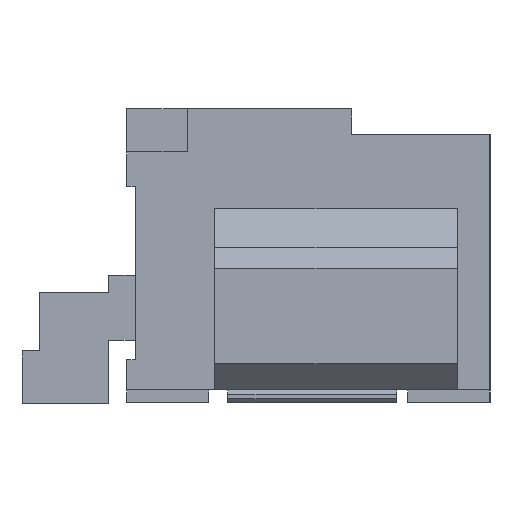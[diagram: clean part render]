
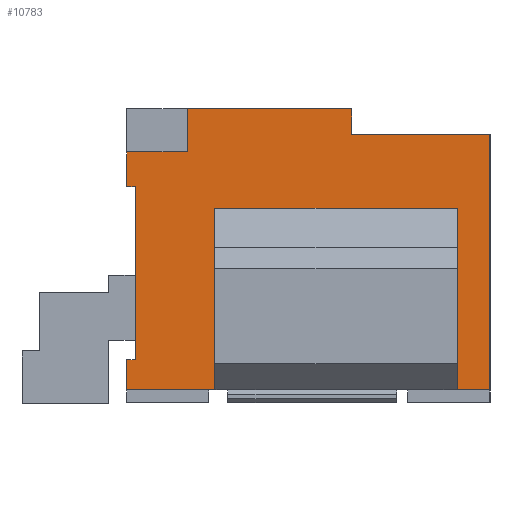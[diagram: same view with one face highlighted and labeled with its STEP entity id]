
A CAD part, left-side view. The second image highlights one B-rep face of the part: STEP entity #10783.
In plain terms, the highlighted planar face has unit normal (-1, 0, 0).
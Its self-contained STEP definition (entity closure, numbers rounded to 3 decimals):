
#1658=ORIENTED_EDGE('',*,*,#2715,.F.);
#1659=ORIENTED_EDGE('',*,*,#3047,.T.);
#1660=ORIENTED_EDGE('',*,*,#3030,.F.);
#1661=ORIENTED_EDGE('',*,*,#3015,.F.);
#1662=ORIENTED_EDGE('',*,*,#2984,.T.);
#1663=ORIENTED_EDGE('',*,*,#2965,.F.);
#1664=ORIENTED_EDGE('',*,*,#2961,.T.);
#1665=ORIENTED_EDGE('',*,*,#2987,.T.);
#1666=ORIENTED_EDGE('',*,*,#2800,.F.);
#1667=ORIENTED_EDGE('',*,*,#2988,.F.);
#1668=ORIENTED_EDGE('',*,*,#2804,.F.);
#1669=ORIENTED_EDGE('',*,*,#3151,.T.);
#1670=ORIENTED_EDGE('',*,*,#2722,.F.);
#1671=ORIENTED_EDGE('',*,*,#3006,.T.);
#1672=ORIENTED_EDGE('',*,*,#3004,.T.);
#1673=ORIENTED_EDGE('',*,*,#2767,.T.);
#2715=EDGE_CURVE('',#3697,#3698,#4575,.T.);
#2722=EDGE_CURVE('',#3704,#3705,#4582,.T.);
#2767=EDGE_CURVE('',#3743,#3698,#4627,.T.);
#2800=EDGE_CURVE('',#3763,#3764,#4660,.T.);
#2804=EDGE_CURVE('',#3767,#3768,#4664,.T.);
#2961=EDGE_CURVE('',#3884,#3883,#4821,.T.);
#2965=EDGE_CURVE('',#3884,#3887,#4825,.T.);
#2984=EDGE_CURVE('',#3888,#3887,#4844,.T.);
#2987=EDGE_CURVE('',#3883,#3764,#4847,.T.);
#2988=EDGE_CURVE('',#3768,#3763,#4848,.T.);
#3004=EDGE_CURVE('',#3897,#3743,#4864,.T.);
#3006=EDGE_CURVE('',#3704,#3897,#4866,.T.);
#3015=EDGE_CURVE('',#3888,#3903,#4875,.T.);
#3030=EDGE_CURVE('',#3903,#3913,#4890,.T.);
#3047=EDGE_CURVE('',#3697,#3913,#4907,.T.);
#3151=EDGE_CURVE('',#3767,#3705,#5011,.T.);
#3697=VERTEX_POINT('',#14183);
#3698=VERTEX_POINT('',#14185);
#3704=VERTEX_POINT('',#14197);
#3705=VERTEX_POINT('',#14199);
#3743=VERTEX_POINT('',#14292);
#3763=VERTEX_POINT('',#14357);
#3764=VERTEX_POINT('',#14358);
#3767=VERTEX_POINT('',#14366);
#3768=VERTEX_POINT('',#14367);
#3883=VERTEX_POINT('',#14694);
#3884=VERTEX_POINT('',#14696);
#3887=VERTEX_POINT('',#14704);
#3888=VERTEX_POINT('',#14708);
#3897=VERTEX_POINT('',#14760);
#3903=VERTEX_POINT('',#14784);
#3913=VERTEX_POINT('',#14814);
#4575=LINE('',#14184,#5695);
#4582=LINE('',#14198,#5702);
#4627=LINE('',#14291,#5747);
#4660=LINE('',#14356,#5780);
#4664=LINE('',#14365,#5784);
#4821=LINE('',#14695,#5941);
#4825=LINE('',#14703,#5945);
#4844=LINE('',#14727,#5964);
#4847=LINE('',#14732,#5967);
#4848=LINE('',#14734,#5968);
#4864=LINE('',#14763,#5984);
#4866=LINE('',#14767,#5986);
#4875=LINE('',#14783,#5995);
#4890=LINE('',#14813,#6010);
#4907=LINE('',#14846,#6027);
#5011=LINE('',#15049,#6131);
#5695=VECTOR('',#12087,1000.);
#5702=VECTOR('',#12094,1000.);
#5747=VECTOR('',#12159,1000.);
#5780=VECTOR('',#12216,1000.);
#5784=VECTOR('',#12222,1000.);
#5941=VECTOR('',#12491,1000.);
#5945=VECTOR('',#12497,1000.);
#5964=VECTOR('',#12518,1000.);
#5967=VECTOR('',#12525,1000.);
#5968=VECTOR('',#12528,1000.);
#5984=VECTOR('',#12554,1000.);
#5986=VECTOR('',#12560,1000.);
#5995=VECTOR('',#12575,1000.);
#6010=VECTOR('',#12600,1000.);
#6027=VECTOR('',#12631,1000.);
#6131=VECTOR('',#12783,1000.);
#6675=EDGE_LOOP('',(#1658,#1659,#1660,#1661,#1662,#1663,#1664,#1665,#1666,
#1667,#1668,#1669,#1670,#1671,#1672,#1673));
#7109=FACE_BOUND('',#6675,.T.);
#7517=PLANE('',#11198);
#10783=ADVANCED_FACE('',(#7109),#7517,.T.);
#11198=AXIS2_PLACEMENT_3D('',#15048,#12781,#12782);
#12087=DIRECTION('',(0.,1.,0.));
#12094=DIRECTION('',(0.,1.,0.));
#12159=DIRECTION('',(0.,0.,-1.));
#12216=DIRECTION('',(0.,1.,0.));
#12222=DIRECTION('',(0.,-1.,0.));
#12491=DIRECTION('',(0.,1.,0.));
#12497=DIRECTION('',(0.,0.,1.));
#12518=DIRECTION('',(0.,1.,0.));
#12525=DIRECTION('',(0.,0.,-1.));
#12528=DIRECTION('',(0.,0.,1.));
#12554=DIRECTION('',(0.,-1.,0.));
#12560=DIRECTION('',(0.,0.,1.));
#12575=DIRECTION('',(0.,0.,-1.));
#12600=DIRECTION('',(0.,-1.,0.));
#12631=DIRECTION('',(0.,0.,1.));
#12781=DIRECTION('',(-1.,0.,0.));
#12782=DIRECTION('',(0.,0.,1.));
#12783=DIRECTION('',(0.,0.,-1.));
#14183=CARTESIAN_POINT('',(-9.,-2.1,-1.55));
#14184=CARTESIAN_POINT('',(-9.,0.,-1.55));
#14185=CARTESIAN_POINT('',(-9.,-1.72,-1.55));
#14197=CARTESIAN_POINT('',(-9.,1.08,-1.55));
#14198=CARTESIAN_POINT('',(-9.,0.,-1.55));
#14199=CARTESIAN_POINT('',(-9.,2.1,-1.55));
#14291=CARTESIAN_POINT('',(-9.,-1.72,0.1));
#14292=CARTESIAN_POINT('',(-9.,-1.72,0.55));
#14356=CARTESIAN_POINT('',(-9.,0.,0.8));
#14357=CARTESIAN_POINT('',(-9.,2.,0.8));
#14358=CARTESIAN_POINT('',(-9.,2.1,0.8));
#14365=CARTESIAN_POINT('',(-9.,0.,-1.2));
#14366=CARTESIAN_POINT('',(-9.,2.1,-1.2));
#14367=CARTESIAN_POINT('',(-9.,2.,-1.2));
#14694=CARTESIAN_POINT('',(-9.,2.1,1.2));
#14695=CARTESIAN_POINT('',(-9.,1.4,1.2));
#14696=CARTESIAN_POINT('',(-9.,1.4,1.2));
#14703=CARTESIAN_POINT('',(-9.,1.4,1.2));
#14704=CARTESIAN_POINT('',(-9.,1.4,1.7));
#14708=CARTESIAN_POINT('',(-9.,-0.5,1.7));
#14727=CARTESIAN_POINT('',(-9.,-2.1,1.7));
#14732=CARTESIAN_POINT('',(-9.,2.1,1.7));
#14734=CARTESIAN_POINT('',(-9.,2.,0.));
#14760=CARTESIAN_POINT('',(-9.,1.08,0.55));
#14763=CARTESIAN_POINT('',(-9.,-1.72,0.55));
#14767=CARTESIAN_POINT('',(-9.,1.08,-1.7));
#14783=CARTESIAN_POINT('',(-9.,-0.5,0.));
#14784=CARTESIAN_POINT('',(-9.,-0.5,1.4));
#14813=CARTESIAN_POINT('',(-9.,0.,1.4));
#14814=CARTESIAN_POINT('',(-9.,-2.1,1.4));
#14846=CARTESIAN_POINT('',(-9.,-2.1,-1.7));
#15048=CARTESIAN_POINT('',(-9.,0.,0.));
#15049=CARTESIAN_POINT('',(-9.,2.1,1.7));
